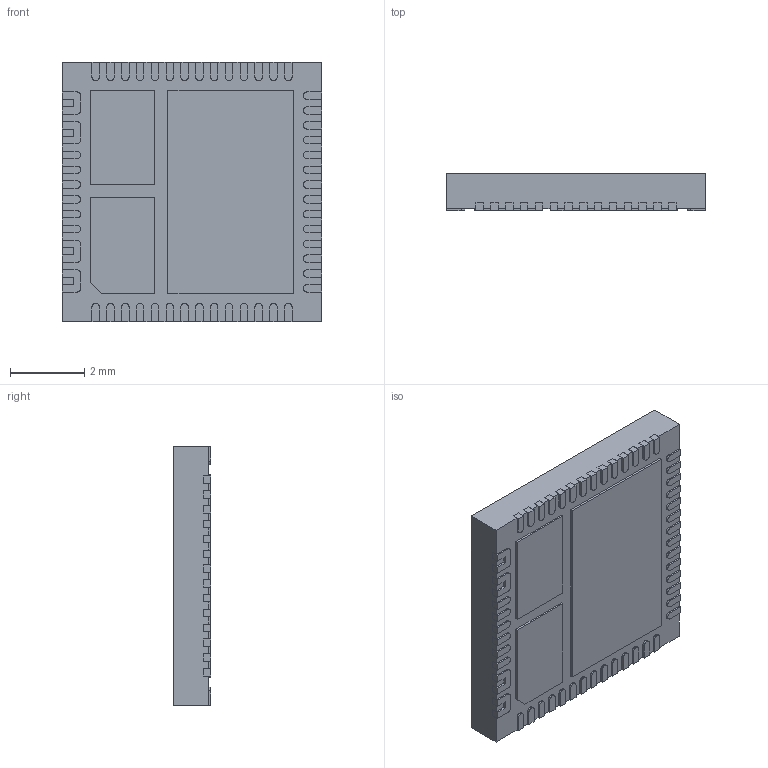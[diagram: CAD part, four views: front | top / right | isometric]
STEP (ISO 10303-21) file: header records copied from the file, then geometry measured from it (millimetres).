
FILE_DESCRIPTION (( 'STEP AP214' ), '1' );
FILE_NAME ('TPS65987DDHRSHR.STEP', '2019-11-18T15:24:11', ( '' ), ( '' ), 'SwSTEP 2.0', 'SolidWorks 2017', '' );
FILE_SCHEMA (( 'AUTOMOTIVE_DESIGN' ));
Length unit declared in the file: millimetre
Products named in the file (1): TPS65987DDHRSHR
Bounding box: 7 x 1 x 7 mm (x, y, z)
Volume: 48.2 mm3; surface area: 226.2 mm2
Topology: 57 solids, 57 shells, 644 faces, 1578 edges, 1052 vertices
Faces by surface type: plane 500, cylinder 144
Entity records: 19368 total; most frequent: CARTESIAN_POINT 3275, ORIENTED_EDGE 3156, DIRECTION 3156, EDGE_CURVE 1578, LINE 1290, VECTOR 1290, VERTEX_POINT 1052, AXIS2_PLACEMENT_3D 933
